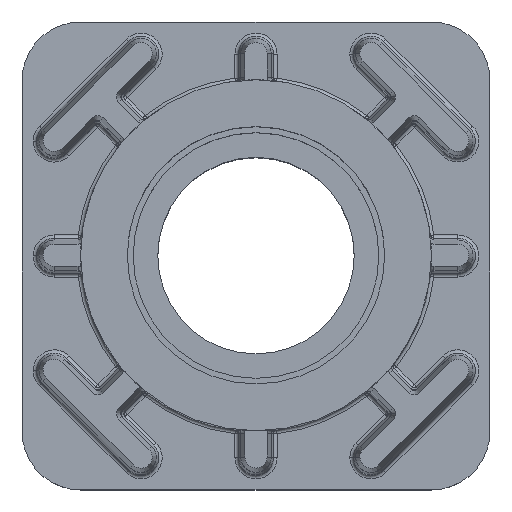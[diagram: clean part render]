
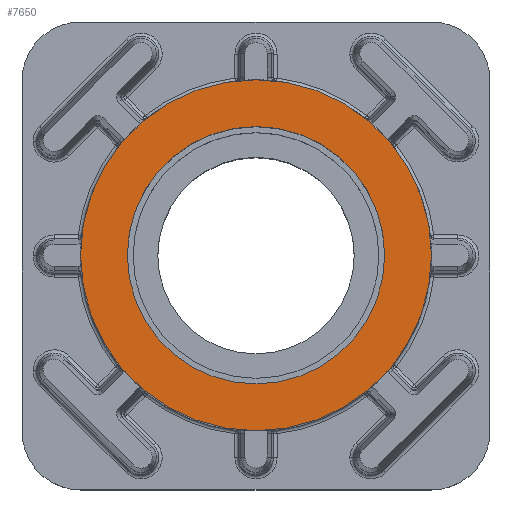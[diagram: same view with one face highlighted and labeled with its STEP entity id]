
A CAD part, top view. The second image highlights one B-rep face of the part: STEP entity #7650.
In plain terms, the highlighted planar face has unit normal (0, 0, 1).
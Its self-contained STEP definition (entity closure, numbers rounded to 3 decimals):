
#56 = CARTESIAN_POINT ( 'NONE',  ( 0., 0., 43. ) ) ;
#314 = VERTEX_POINT ( 'NONE', #1744 ) ;
#340 = CIRCLE ( 'NONE', #4386, 15. ) ;
#915 = CARTESIAN_POINT ( 'NONE',  ( 11., 0., 43. ) ) ;
#977 = ORIENTED_EDGE ( 'NONE', *, *, #5977, .T. ) ;
#1010 = VERTEX_POINT ( 'NONE', #9231 ) ;
#1021 = DIRECTION ( 'NONE',  ( 1., 0., 0. ) ) ;
#1744 = CARTESIAN_POINT ( 'NONE',  ( -15., 0., 43. ) ) ;
#1870 = CARTESIAN_POINT ( 'NONE',  ( 15., 0., 43. ) ) ;
#1996 = CIRCLE ( 'NONE', #6624, 15. ) ;
#2679 = EDGE_LOOP ( 'NONE', ( #4926, #977 ) ) ;
#2950 = AXIS2_PLACEMENT_3D ( 'NONE', #4430, #10820, #5346 ) ;
#3076 = FACE_BOUND ( 'NONE', #8229, .T. ) ;
#3740 = CARTESIAN_POINT ( 'NONE',  ( 0., 0., 43. ) ) ;
#4233 = DIRECTION ( 'NONE',  ( 0., 0., 1. ) ) ;
#4386 = AXIS2_PLACEMENT_3D ( 'NONE', #10512, #5021, #11411 ) ;
#4430 = CARTESIAN_POINT ( 'NONE',  ( 0., 0., 43. ) ) ;
#4641 = DIRECTION ( 'NONE',  ( 1., 0., 0. ) ) ;
#4926 = ORIENTED_EDGE ( 'NONE', *, *, #10189, .T. ) ;
#5021 = DIRECTION ( 'NONE',  ( 0., 0., 1. ) ) ;
#5346 = DIRECTION ( 'NONE',  ( 1., 0., 0. ) ) ;
#5830 = AXIS2_PLACEMENT_3D ( 'NONE', #3740, #10121, #4641 ) ;
#5977 = EDGE_CURVE ( 'NONE', #11469, #314, #1996, .T. ) ;
#6473 = DIRECTION ( 'NONE',  ( 0., 0., 1. ) ) ;
#6624 = AXIS2_PLACEMENT_3D ( 'NONE', #56, #6473, #1021 ) ;
#6962 = CARTESIAN_POINT ( 'NONE',  ( 0., 0., 43. ) ) ;
#7004 = PLANE ( 'NONE',  #7483 ) ;
#7483 = AXIS2_PLACEMENT_3D ( 'NONE', #6962, #4233, #8845 ) ;
#7640 = ORIENTED_EDGE ( 'NONE', *, *, #9972, .F. ) ;
#7650 = ADVANCED_FACE ( 'NONE', ( #3076, #10065 ), #7004, .T. ) ;
#7766 = ORIENTED_EDGE ( 'NONE', *, *, #10386, .F. ) ;
#7794 = CIRCLE ( 'NONE', #5830, 11. ) ;
#8229 = EDGE_LOOP ( 'NONE', ( #7766, #7640 ) ) ;
#8845 = DIRECTION ( 'NONE',  ( 1., 0., 0. ) ) ;
#9231 = CARTESIAN_POINT ( 'NONE',  ( -11., 0., 43. ) ) ;
#9972 = EDGE_CURVE ( 'NONE', #10970, #1010, #7794, .T. ) ;
#10065 = FACE_OUTER_BOUND ( 'NONE', #2679, .T. ) ;
#10121 = DIRECTION ( 'NONE',  ( 0., 0., 1. ) ) ;
#10189 = EDGE_CURVE ( 'NONE', #314, #11469, #340, .T. ) ;
#10386 = EDGE_CURVE ( 'NONE', #1010, #10970, #11351, .T. ) ;
#10512 = CARTESIAN_POINT ( 'NONE',  ( 0., 0., 43. ) ) ;
#10820 = DIRECTION ( 'NONE',  ( 0., 0., 1. ) ) ;
#10970 = VERTEX_POINT ( 'NONE', #915 ) ;
#11351 = CIRCLE ( 'NONE', #2950, 11. ) ;
#11411 = DIRECTION ( 'NONE',  ( 1., 0., 0. ) ) ;
#11469 = VERTEX_POINT ( 'NONE', #1870 ) ;
